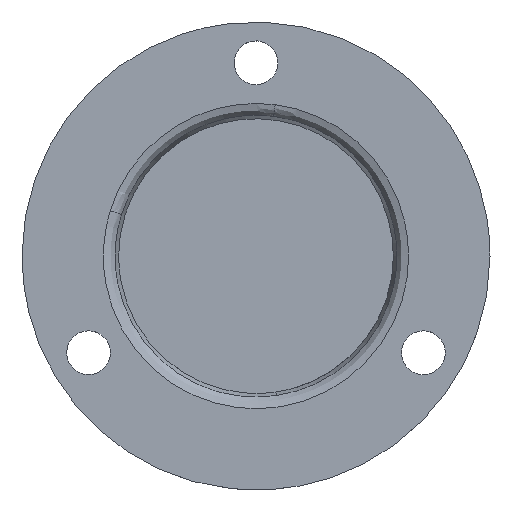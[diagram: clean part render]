
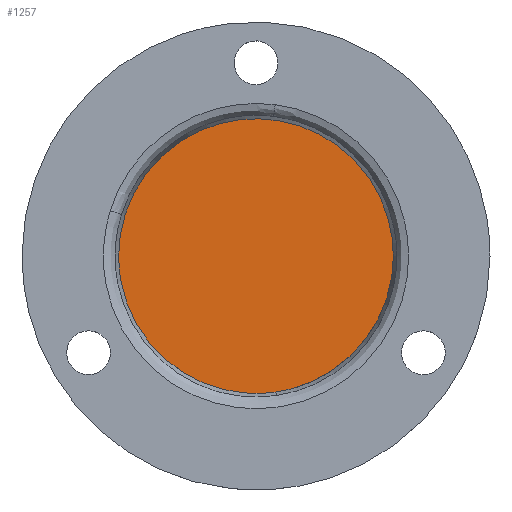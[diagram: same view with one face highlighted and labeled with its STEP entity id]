
A CAD part, top view. The second image highlights one B-rep face of the part: STEP entity #1257.
In plain terms, the highlighted free-form (B-spline) face has degree [1, 1] with [2, 2] control points.
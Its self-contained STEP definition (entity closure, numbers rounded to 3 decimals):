
#875=CARTESIAN_POINT('',(-1.593,13.406,13.0));
#876=VERTEX_POINT('',#875);
#882=CARTESIAN_POINT('',(13.5,0.0,13.0));
#883=VERTEX_POINT('',#882);
#884=CARTESIAN_POINT('',(-1.593,13.406,13.));
#885=CARTESIAN_POINT('',(-0.8,13.5,13.));
#886=CARTESIAN_POINT('',(0.0,13.5,13.0));
#887=CARTESIAN_POINT('',(13.5,13.5,13.));
#888=CARTESIAN_POINT('',(13.5,0.0,13.0));
#896=(BOUNDED_CURVE()B_SPLINE_CURVE(2,(#884,#885,#886,#887,#888),.UNSPECIFIED.,.F.,.U.)B_SPLINE_CURVE_WITH_KNOTS((3,2,3),(0.23,0.25,0.5),.UNSPECIFIED.)CURVE()GEOMETRIC_REPRESENTATION_ITEM()RATIONAL_B_SPLINE_CURVE((0.956,0.976,1.0,0.707,1.0))REPRESENTATION_ITEM(''));
#897=EDGE_CURVE('',#876,#883,#896,.T.);
#899=CARTESIAN_POINT('',(0.824,-13.475,13.0));
#900=VERTEX_POINT('',#899);
#901=CARTESIAN_POINT('',(13.5,0.0,13.0));
#902=CARTESIAN_POINT('',(13.5,-12.7,13.0));
#903=CARTESIAN_POINT('',(0.824,-13.475,13.));
#911=(BOUNDED_CURVE()B_SPLINE_CURVE(2,(#901,#902,#903),.UNSPECIFIED.,.F.,.U.)B_SPLINE_CURVE_WITH_KNOTS((3,3),(0.5,0.739),.UNSPECIFIED.)CURVE()GEOMETRIC_REPRESENTATION_ITEM()RATIONAL_B_SPLINE_CURVE((1.0,0.72,0.976))REPRESENTATION_ITEM(''));
#912=EDGE_CURVE('',#883,#900,#911,.T.);
#946=CARTESIAN_POINT('',(-13.5,0.0,13.0));
#947=VERTEX_POINT('',#946);
#948=CARTESIAN_POINT('',(0.824,-13.475,13.));
#949=CARTESIAN_POINT('',(0.412,-13.5,13.));
#950=CARTESIAN_POINT('',(0.0,-13.5,13.0));
#951=CARTESIAN_POINT('',(-13.5,-13.5,13.));
#952=CARTESIAN_POINT('',(-13.5,0.0,13.0));
#960=(BOUNDED_CURVE()B_SPLINE_CURVE(2,(#948,#949,#950,#951,#952),.UNSPECIFIED.,.F.,.U.)B_SPLINE_CURVE_WITH_KNOTS((3,2,3),(0.739,0.75,1.0),.UNSPECIFIED.)CURVE()GEOMETRIC_REPRESENTATION_ITEM()RATIONAL_B_SPLINE_CURVE((0.976,0.988,1.0,0.707,1.0))REPRESENTATION_ITEM(''));
#961=EDGE_CURVE('',#900,#947,#960,.T.);
#963=CARTESIAN_POINT('',(-13.5,0.0,13.0));
#964=CARTESIAN_POINT('',(-13.5,11.99,13.));
#965=CARTESIAN_POINT('',(-1.593,13.406,13.));
#973=(BOUNDED_CURVE()B_SPLINE_CURVE(2,(#963,#964,#965),.UNSPECIFIED.,.F.,.U.)B_SPLINE_CURVE_WITH_KNOTS((3,3),(0.0,0.23),.UNSPECIFIED.)CURVE()GEOMETRIC_REPRESENTATION_ITEM()RATIONAL_B_SPLINE_CURVE((1.0,0.731,0.956))REPRESENTATION_ITEM(''));
#974=EDGE_CURVE('',#947,#876,#973,.T.);
#1246=CARTESIAN_POINT('',(-14.849,-14.848,13.0));
#1247=CARTESIAN_POINT('',(14.849,-14.848,13.0));
#1248=CARTESIAN_POINT('',(-14.849,14.848,13.0));
#1249=CARTESIAN_POINT('',(14.849,14.848,13.0));
#1250=B_SPLINE_SURFACE_WITH_KNOTS('',1,1,((#1246,#1248),(#1247,#1249)),.UNSPECIFIED.,.F.,.F.,.U.,(2,2),(2,2),(0.0,29.697),(0.0,29.697),.UNSPECIFIED.);
#1251=ORIENTED_EDGE('',*,*,#961,.F.);
#1252=ORIENTED_EDGE('',*,*,#912,.F.);
#1253=ORIENTED_EDGE('',*,*,#897,.F.);
#1254=ORIENTED_EDGE('',*,*,#974,.F.);
#1255=EDGE_LOOP('',(#1251,#1252,#1253,#1254));
#1256=FACE_OUTER_BOUND('',#1255,.T.);
#1257=ADVANCED_FACE('',(#1256),#1250,.T.);
